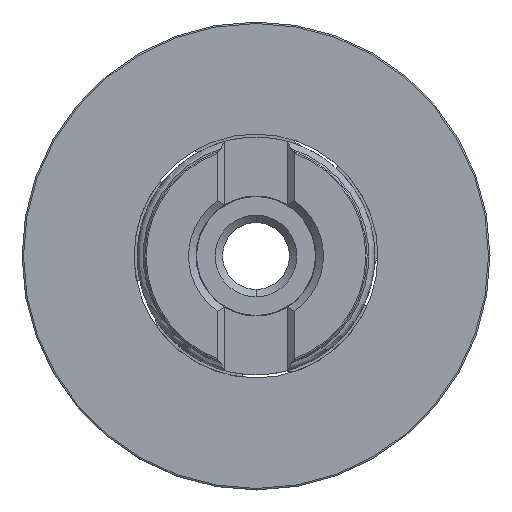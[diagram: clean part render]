
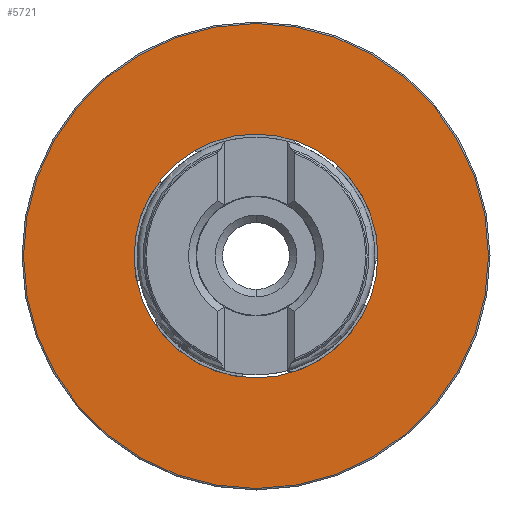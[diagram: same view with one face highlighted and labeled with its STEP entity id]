
A CAD part, left-side view. The second image highlights one B-rep face of the part: STEP entity #5721.
In plain terms, the highlighted planar face has unit normal (-1, 0, 0).
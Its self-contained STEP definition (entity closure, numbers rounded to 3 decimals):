
#58 = DIRECTION ( 'NONE',  ( 1., 0., 0. ) ) ;
#181 = EDGE_LOOP ( 'NONE', ( #6576, #3660 ) ) ;
#182 = DIRECTION ( 'NONE',  ( 1., 0., 0. ) ) ;
#232 = CIRCLE ( 'NONE', #6540, 16.412 ) ;
#969 = CARTESIAN_POINT ( 'NONE',  ( -2.775, 0., 31.3 ) ) ;
#1077 = EDGE_LOOP ( 'NONE', ( #5262, #1601 ) ) ;
#1124 = CIRCLE ( 'NONE', #5427, 31.3 ) ;
#1133 = DIRECTION ( 'NONE',  ( 0., 0., -1. ) ) ;
#1237 = FACE_BOUND ( 'NONE', #1077, .T. ) ;
#1278 = EDGE_CURVE ( 'NONE', #5676, #2142, #1124, .T. ) ;
#1601 = ORIENTED_EDGE ( 'NONE', *, *, #6430, .T. ) ;
#1629 = CARTESIAN_POINT ( 'NONE',  ( -2.775, 0., 0. ) ) ;
#1868 = DIRECTION ( 'NONE',  ( 1., 0., 0. ) ) ;
#1873 = CIRCLE ( 'NONE', #2653, 31.3 ) ;
#1888 = CARTESIAN_POINT ( 'NONE',  ( -2.775, 0., 0. ) ) ;
#2132 = CARTESIAN_POINT ( 'NONE',  ( -2.775, 0., -16.412 ) ) ;
#2142 = VERTEX_POINT ( 'NONE', #969 ) ;
#2185 = VERTEX_POINT ( 'NONE', #6694 ) ;
#2228 = CARTESIAN_POINT ( 'NONE',  ( -2.775, -31.3, 0. ) ) ;
#2289 = EDGE_CURVE ( 'NONE', #5173, #2185, #232, .T. ) ;
#2530 = DIRECTION ( 'NONE',  ( 0., 0., -1. ) ) ;
#2653 = AXIS2_PLACEMENT_3D ( 'NONE', #1629, #4146, #5819 ) ;
#2926 = DIRECTION ( 'NONE',  ( 0., 0., -1. ) ) ;
#3660 = ORIENTED_EDGE ( 'NONE', *, *, #6519, .F. ) ;
#3850 = DIRECTION ( 'NONE',  ( 0., 0., -1. ) ) ;
#4146 = DIRECTION ( 'NONE',  ( 1., 0., 0. ) ) ;
#4290 = CARTESIAN_POINT ( 'NONE',  ( -2.775, 0., -31.3 ) ) ;
#4520 = AXIS2_PLACEMENT_3D ( 'NONE', #6143, #5082, #2530 ) ;
#5082 = DIRECTION ( 'NONE',  ( 1., 0., 0. ) ) ;
#5173 = VERTEX_POINT ( 'NONE', #2132 ) ;
#5262 = ORIENTED_EDGE ( 'NONE', *, *, #2289, .T. ) ;
#5386 = PLANE ( 'NONE',  #5871 ) ;
#5413 = FACE_OUTER_BOUND ( 'NONE', #181, .T. ) ;
#5427 = AXIS2_PLACEMENT_3D ( 'NONE', #5787, #58, #1133 ) ;
#5676 = VERTEX_POINT ( 'NONE', #4290 ) ;
#5721 = ADVANCED_FACE ( 'NONE', ( #5413, #1237 ), #5386, .F. ) ;
#5787 = CARTESIAN_POINT ( 'NONE',  ( -2.775, 0., 0. ) ) ;
#5819 = DIRECTION ( 'NONE',  ( 0., 0., -1. ) ) ;
#5871 = AXIS2_PLACEMENT_3D ( 'NONE', #2228, #182, #3850 ) ;
#6143 = CARTESIAN_POINT ( 'NONE',  ( -2.775, 0., 0. ) ) ;
#6232 = CIRCLE ( 'NONE', #4520, 16.412 ) ;
#6430 = EDGE_CURVE ( 'NONE', #2185, #5173, #6232, .T. ) ;
#6519 = EDGE_CURVE ( 'NONE', #2142, #5676, #1873, .T. ) ;
#6540 = AXIS2_PLACEMENT_3D ( 'NONE', #1888, #1868, #2926 ) ;
#6576 = ORIENTED_EDGE ( 'NONE', *, *, #1278, .F. ) ;
#6694 = CARTESIAN_POINT ( 'NONE',  ( -2.775, 0., 16.412 ) ) ;
